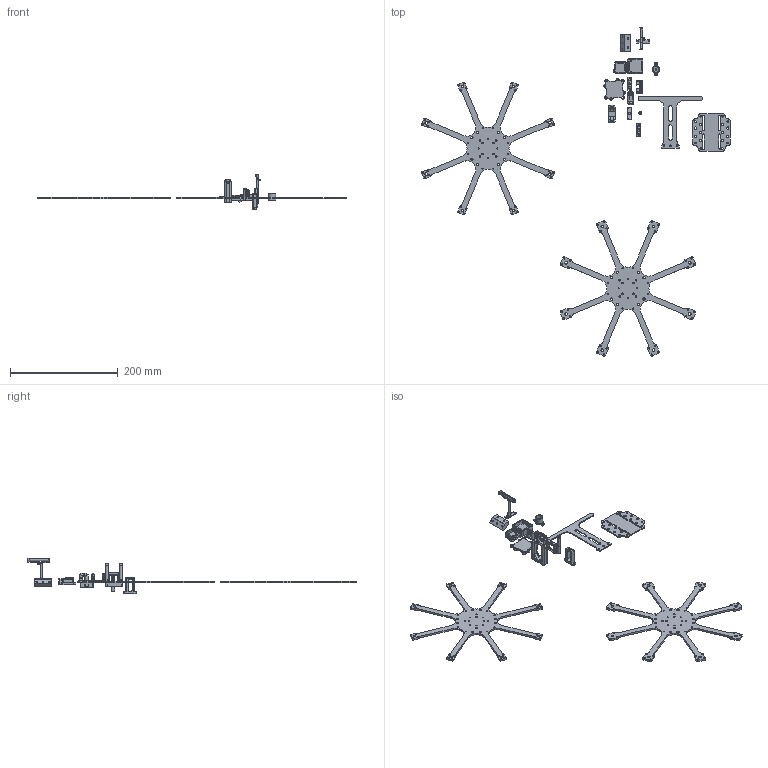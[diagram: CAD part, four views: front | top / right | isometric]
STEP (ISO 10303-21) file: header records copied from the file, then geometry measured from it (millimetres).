
FILE_DESCRIPTION(/* description */ (''),/* implementation_level */ '2;1');
FILE_NAME(/* name */ '',/* time_stamp */ '2024-04-07T14:05:32+08:00',/* author */ (''),/* organization */ (''),/* preprocessor_version */ 'ST-DEVELOPER v20',/* originating_system */ 'Autodesk Translation Framework v12.20.1.177',/* authorisation */ '');
FILE_SCHEMA (('AUTOMOTIVE_DESIGN { 1 0 10303 214 3 1 1 }'));
Length unit declared in the file: millimetre
Products named in the file (1): 八轴3.5
Bounding box: 574.03 x 609.87 x 66 mm (x, y, z)
Volume: 138068.2 mm3; surface area: 112381.2 mm2
Topology: 17 solids, 17 shells, 936 faces, 2595 edges, 1676 vertices
Faces by surface type: cylinder 518, plane 375, sphere 20, bspline 15, torus 8
Full cylindrical faces by diameter (mm): 1.8 x1, 1.9 x2, 2 x30, 2.1 x84, 2.2 x2, 3 x5, 3.1 x27, 3.2 x4, 3.5 x2, 4 x1, 4.2 x3, 4.3 x26, 5 x18, 5.2 x1, 6 x3, 11.5 x1, 14 x1
Entity records: 31399 total; most frequent: CARTESIAN_POINT 5714, DIRECTION 5525, ORIENTED_EDGE 5178, EDGE_CURVE 2589, AXIS2_PLACEMENT_3D 2041, VERTEX_POINT 1676, LINE 1443, VECTOR 1443
